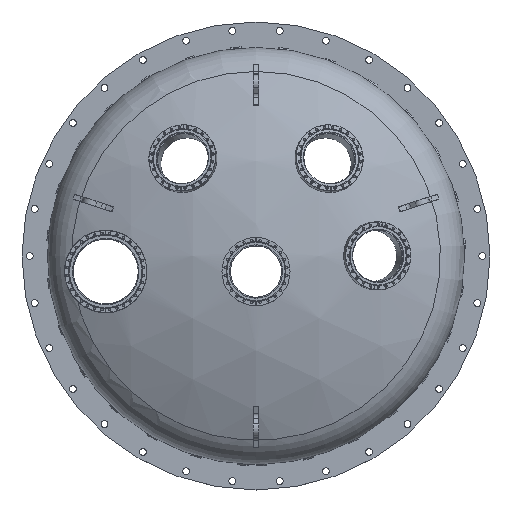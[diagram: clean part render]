
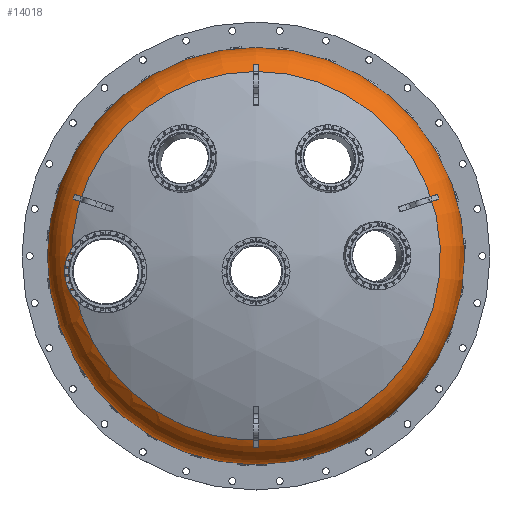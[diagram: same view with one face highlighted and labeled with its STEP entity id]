
A CAD part, top view. The second image highlights one B-rep face of the part: STEP entity #14018.
In plain terms, the highlighted toroidal (fillet/blend) face has major radius 614.68 mm and minor radius 160.02 mm.
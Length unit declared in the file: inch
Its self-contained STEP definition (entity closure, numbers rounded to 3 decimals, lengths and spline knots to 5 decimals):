
#1048 = CARTESIAN_POINT ( 'NONE',  ( -27.01217, -2.39967, 7.35997 ) ) ;
#1309 = TOROIDAL_SURFACE ( 'NONE', #17630, 24.2, 6.3 ) ;
#2039 = DIRECTION ( 'NONE',  ( 0., 1., 0. ) ) ;
#2221 = CIRCLE ( 'NONE', #16174, 30.5 ) ;
#2672 = DIRECTION ( 'NONE',  ( 0., 0., -1. ) ) ;
#2717 = CARTESIAN_POINT ( 'NONE',  ( -26.95547, -1.54998, 7.42024 ) ) ;
#2781 = VERTEX_POINT ( 'NONE', #2717 ) ;
#3178 = ORIENTED_EDGE ( 'NONE', *, *, #14120, .T. ) ;
#3760 = CARTESIAN_POINT ( 'NONE',  ( 0., 0., 1.77666 ) ) ;
#3761 = VERTEX_POINT ( 'NONE', #11248 ) ;
#4333 = VERTEX_POINT ( 'NONE', #19248 ) ;
#4772 = CARTESIAN_POINT ( 'NONE',  ( -26.99468, -2.72033, 7.35315 ) ) ;
#4886 = CARTESIAN_POINT ( 'NONE',  ( 0., 0., 1.77666 ) ) ;
#4953 = B_SPLINE_CURVE_WITH_KNOTS ( 'NONE', 3,
 ( #16020, #6390, #6513, #16152, #23765, #21886, #4772, #10511, #18140, #1048, #8659, #6764, #13017, #22633 ),
 .UNSPECIFIED., .F., .F.,
 ( 4, 2, 2, 2, 2, 2, 4 ),
 ( 0., 0.01612, 0.03223, 0.03626, 0.04029, 0.04835, 0.06447 ),
 .UNSPECIFIED. ) ;
#5305 = EDGE_LOOP ( 'NONE', ( #17105 ) ) ;
#6344 = AXIS2_PLACEMENT_3D ( 'NONE', #23012, #17618, #13638 ) ;
#6390 = CARTESIAN_POINT ( 'NONE',  ( -26.7679, -3.86036, 7.3984 ) ) ;
#6513 = CARTESIAN_POINT ( 'NONE',  ( -26.82943, -3.6576, 7.38155 ) ) ;
#6764 = CARTESIAN_POINT ( 'NONE',  ( -27.00583, -1.9731, 7.38144 ) ) ;
#8659 = CARTESIAN_POINT ( 'NONE',  ( -27.01313, -2.29283, 7.3643 ) ) ;
#9636 = EDGE_LOOP ( 'NONE', ( #12490, #3178 ) ) ;
#9938 = EDGE_CURVE ( 'NONE', #3761, #3761, #2221, .T. ) ;
#10012 = DIRECTION ( 'NONE',  ( 0., 1., 0. ) ) ;
#10268 = FACE_OUTER_BOUND ( 'NONE', #9636, .T. ) ;
#10511 = CARTESIAN_POINT ( 'NONE',  ( -27.00249, -2.61384, 7.35456 ) ) ;
#11248 = CARTESIAN_POINT ( 'NONE',  ( 0., 30.5, 1.77666 ) ) ;
#12490 = ORIENTED_EDGE ( 'NONE', *, *, #18470, .T. ) ;
#13017 = CARTESIAN_POINT ( 'NONE',  ( -26.98744, -1.76103, 7.39839 ) ) ;
#13147 = CIRCLE ( 'NONE', #6344, 27. ) ;
#13638 = DIRECTION ( 'NONE',  ( 0., 1., 0. ) ) ;
#14018 = ADVANCED_FACE ( 'NONE', ( #14162, #10268 ), #1309, .T. ) ;
#14120 = EDGE_CURVE ( 'NONE', #4333, #2781, #4953, .T. ) ;
#14162 = FACE_OUTER_BOUND ( 'NONE', #5305, .T. ) ;
#15146 = DIRECTION ( 'NONE',  ( 0., 0., -1. ) ) ;
#16020 = CARTESIAN_POINT ( 'NONE',  ( -26.69298, -4.06018, 7.42024 ) ) ;
#16152 = CARTESIAN_POINT ( 'NONE',  ( -26.92651, -3.24629, 7.3588 ) ) ;
#16174 = AXIS2_PLACEMENT_3D ( 'NONE', #3760, #15146, #2039 ) ;
#17105 = ORIENTED_EDGE ( 'NONE', *, *, #9938, .F. ) ;
#17618 = DIRECTION ( 'NONE',  ( 0., 0., -1. ) ) ;
#17630 = AXIS2_PLACEMENT_3D ( 'NONE', #4886, #2672, #10012 ) ;
#18140 = CARTESIAN_POINT ( 'NONE',  ( -27.00555, -2.56035, 7.35564 ) ) ;
#18470 = EDGE_CURVE ( 'NONE', #2781, #4333, #13147, .T. ) ;
#19248 = CARTESIAN_POINT ( 'NONE',  ( -26.69298, -4.06018, 7.42024 ) ) ;
#21886 = CARTESIAN_POINT ( 'NONE',  ( -26.98993, -2.77339, 7.3528 ) ) ;
#22633 = CARTESIAN_POINT ( 'NONE',  ( -26.95547, -1.54998, 7.42024 ) ) ;
#23012 = CARTESIAN_POINT ( 'NONE',  ( 0., 0., 7.42024 ) ) ;
#23765 = CARTESIAN_POINT ( 'NONE',  ( -26.96205, -3.03775, 7.3529 ) ) ;
